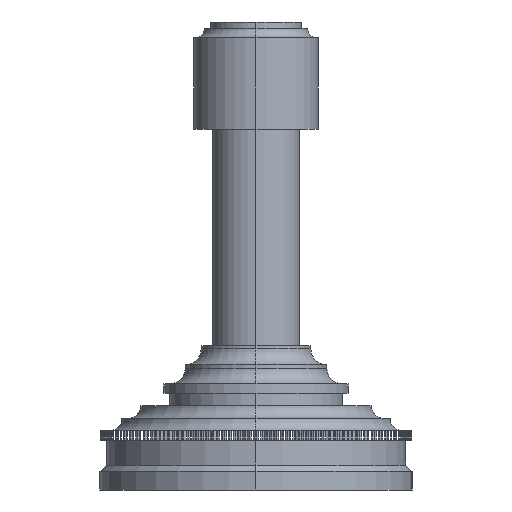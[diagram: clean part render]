
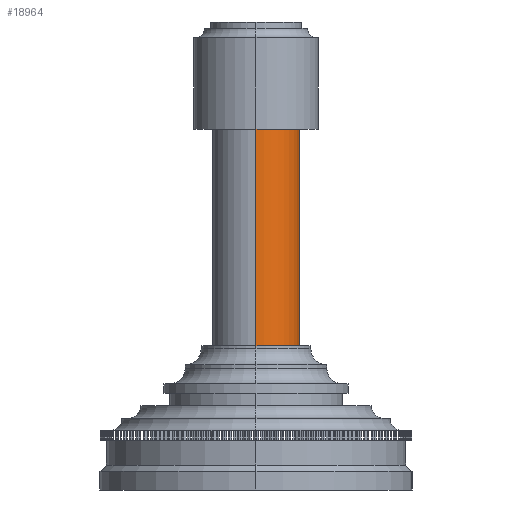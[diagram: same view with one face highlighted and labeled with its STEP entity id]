
A CAD part, left-side view. The second image highlights one B-rep face of the part: STEP entity #18964.
In plain terms, the highlighted cylindrical face has radius 8.89 mm (diameter 17.78 mm), a partial arc.
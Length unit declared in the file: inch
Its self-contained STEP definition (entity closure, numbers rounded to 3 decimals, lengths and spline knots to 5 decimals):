
#18247=CARTESIAN_POINT('',(-11.7765,0.,-1.5805));
#18248=CARTESIAN_POINT('',(-11.7765,-0.00661,-1.5805));
#18249=CARTESIAN_POINT('',(-11.77687,-0.01938,
-1.57884));
#18250=CARTESIAN_POINT('',(-11.77839,-0.03765,
-1.57164));
#18251=CARTESIAN_POINT('',(-11.78052,-0.05358,
-1.56049));
#18252=CARTESIAN_POINT('',(-11.78285,-0.06671,
-1.54632));
#18253=CARTESIAN_POINT('',(-11.785,-0.07683,
-1.52972));
#18254=CARTESIAN_POINT('',(-11.78663,-0.08364,
-1.51166));
#18255=CARTESIAN_POINT('',(-11.78752,-0.08713,-1.49246));
#18256=CARTESIAN_POINT('',(-11.78753,-0.08718,
-1.47315));
#18257=CARTESIAN_POINT('',(-11.78667,-0.08381,
-1.45397));
#18258=CARTESIAN_POINT('',(-11.78507,-0.07713,
-1.4359));
#18259=CARTESIAN_POINT('',(-11.78294,-0.06717,
-1.4193));
#18260=CARTESIAN_POINT('',(-11.78062,-0.05419,
-1.40505));
#18261=CARTESIAN_POINT('',(-11.77847,-0.03837,
-1.39374));
#18262=CARTESIAN_POINT('',(-11.77689,-0.01997,
-1.38628));
#18263=CARTESIAN_POINT('',(-11.7765,-0.00684,-1.3845));
#18264=CARTESIAN_POINT('',(-11.7765,0.,-1.3845));
#18266=CARTESIAN_POINT('',(-12.1265,0.,-2.1015));
#18267=DIRECTION('',(0.,0.,-1.));
#18268=DIRECTION('',(1.,0.,0.));
#18269=AXIS2_PLACEMENT_3D('',#18266,#18267,#18268);
#18271=CARTESIAN_POINT('',(-12.1265,0.,-0.3675));
#18272=DIRECTION('',(0.,0.,1.));
#18273=DIRECTION('',(-1.,0.,0.));
#18274=AXIS2_PLACEMENT_3D('',#18271,#18272,#18273);
#18295=DIRECTION('',(0.,0.,-1.));
#18296=VECTOR('',#18295,1.017);
#18297=CARTESIAN_POINT('',(-11.7765,0.,-0.3675));
#18298=LINE('',#18297,#18296);
#18304=DIRECTION('',(0.,0.,-1.));
#18305=VECTOR('',#18304,1.734);
#18306=CARTESIAN_POINT('',(-12.4765,0.,-0.3675));
#18307=LINE('',#18306,#18305);
#18313=DIRECTION('',(0.,0.,-1.));
#18314=VECTOR('',#18313,0.521);
#18315=CARTESIAN_POINT('',(-11.7765,0.,-1.5805));
#18316=LINE('',#18315,#18314);
#18710=CARTESIAN_POINT('',(-12.4765,0.,-2.1015));
#18711=CARTESIAN_POINT('',(-11.7765,0.,-2.1015));
#18712=VERTEX_POINT('',#18710);
#18713=VERTEX_POINT('',#18711);
#18714=CARTESIAN_POINT('',(-12.4765,0.,-0.3675));
#18715=CARTESIAN_POINT('',(-11.7765,0.,-0.3675));
#18716=VERTEX_POINT('',#18714);
#18717=VERTEX_POINT('',#18715);
#18738=VERTEX_POINT('',#18247);
#18739=VERTEX_POINT('',#18264);
#18945=CARTESIAN_POINT('',(-12.1265,0.,-2.5095));
#18946=DIRECTION('',(0.,0.,1.));
#18947=DIRECTION('',(1.,0.,0.));
#18948=AXIS2_PLACEMENT_3D('',#18945,#18946,#18947);
#18949=CYLINDRICAL_SURFACE('',#18948,0.35);
#18951=ORIENTED_EDGE('',*,*,#18950,.F.);
#18953=ORIENTED_EDGE('',*,*,#18952,.T.);
#18955=ORIENTED_EDGE('',*,*,#18954,.T.);
#18957=ORIENTED_EDGE('',*,*,#18956,.F.);
#18959=ORIENTED_EDGE('',*,*,#18958,.T.);
#18961=ORIENTED_EDGE('',*,*,#18960,.T.);
#18962=EDGE_LOOP('',(#18951,#18953,#18955,#18957,#18959,#18961));
#18963=FACE_OUTER_BOUND('',#18962,.F.);
#18964=ADVANCED_FACE('',(#18963),#18949,.T.);
#18265=B_SPLINE_CURVE_WITH_KNOTS('',3,(#18247,#18248,#18249,#18250,#18251,
#18252,#18253,#18254,#18255,#18256,#18257,#18258,#18259,#18260,#18261,#18262,
#18263,#18264),.UNSPECIFIED.,.F.,.F.,(4,1,1,1,1,1,1,1,1,1,1,1,1,1,1,4),(0.,
0.06667,0.13333,0.2,0.26667,0.33333,
0.4,0.46667,0.53333,0.6,0.66667,
0.73333,0.8,0.86667,0.93333,1.),
.UNSPECIFIED.);
#18270=CIRCLE('',#18269,0.35);
#18275=CIRCLE('',#18274,0.35);
#18950=EDGE_CURVE('',#18738,#18739,#18265,.T.);
#18952=EDGE_CURVE('',#18738,#18713,#18316,.T.);
#18954=EDGE_CURVE('',#18713,#18712,#18270,.T.);
#18956=EDGE_CURVE('',#18716,#18712,#18307,.T.);
#18958=EDGE_CURVE('',#18716,#18717,#18275,.T.);
#18960=EDGE_CURVE('',#18717,#18739,#18298,.T.);
